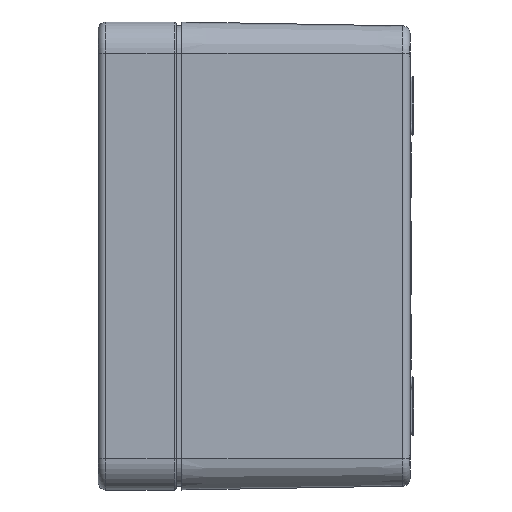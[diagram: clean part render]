
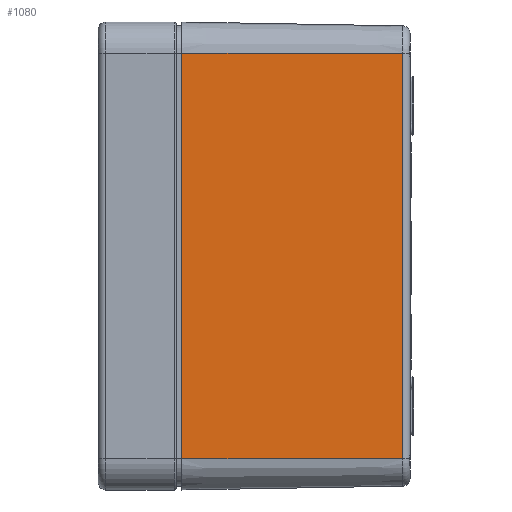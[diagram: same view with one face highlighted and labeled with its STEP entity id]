
A CAD part, left-side view. The second image highlights one B-rep face of the part: STEP entity #1080.
In plain terms, the highlighted planar face has unit normal (-1, -0.018, 0).
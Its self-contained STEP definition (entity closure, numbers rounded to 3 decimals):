
#1080 = ADVANCED_FACE( '', ( #2943 ), #2944, .T. );
#2943 = FACE_OUTER_BOUND( '', #6282, .T. );
#2944 = PLANE( '', #6283 );
#6282 = EDGE_LOOP( '', ( #13788, #13789, #13790, #13791 ) );
#6283 = AXIS2_PLACEMENT_3D( '', #13792, #13793, #13794 );
#13788 = ORIENTED_EDGE( '', *, *, #20338, .F. );
#13789 = ORIENTED_EDGE( '', *, *, #20239, .F. );
#13790 = ORIENTED_EDGE( '', *, *, #20339, .T. );
#13791 = ORIENTED_EDGE( '', *, *, #20340, .F. );
#13792 = CARTESIAN_POINT( '', ( -110., 58.5, -52. ) );
#13793 = DIRECTION( '', ( -1., -0.017, 0. ) );
#13794 = DIRECTION( '', ( -0.017, 1., 0. ) );
#20239 = EDGE_CURVE( '', #24547, #24537, #24549, .T. );
#20338 = EDGE_CURVE( '', #24537, #24689, #24690, .T. );
#20339 = EDGE_CURVE( '', #24547, #24558, #24691, .T. );
#20340 = EDGE_CURVE( '', #24689, #24558, #24692, .T. );
#24537 = VERTEX_POINT( '', #32577 );
#24547 = VERTEX_POINT( '', #32589 );
#24549 = LINE( '', #32591, #32592 );
#24558 = VERTEX_POINT( '', #32606 );
#24689 = VERTEX_POINT( '', #32826 );
#24690 = LINE( '', #32827, #32828 );
#24691 = LINE( '', #32829, #32830 );
#24692 = LINE( '', #32831, #32832 );
#32577 = CARTESIAN_POINT( '', ( -110., 58.5, 52. ) );
#32589 = CARTESIAN_POINT( '', ( -110., 58.5, -52. ) );
#32591 = CARTESIAN_POINT( '', ( -110., 58.5, -52. ) );
#32592 = VECTOR( '', #38354, 1000. );
#32606 = CARTESIAN_POINT( '', ( -109.013, 1.965, -52. ) );
#32826 = CARTESIAN_POINT( '', ( -109.013, 1.965, 52. ) );
#32827 = CARTESIAN_POINT( '', ( -110., 58.5, 52. ) );
#32828 = VECTOR( '', #38518, 1000. );
#32829 = CARTESIAN_POINT( '', ( -110., 58.5, -52. ) );
#32830 = VECTOR( '', #38519, 1000. );
#32831 = CARTESIAN_POINT( '', ( -109.013, 1.965, 52. ) );
#32832 = VECTOR( '', #38520, 1000. );
#38354 = DIRECTION( '', ( 0., 0., 1. ) );
#38518 = DIRECTION( '', ( 0.017, -1., 0. ) );
#38519 = DIRECTION( '', ( 0.017, -1., 0. ) );
#38520 = DIRECTION( '', ( 0., 0., -1. ) );
